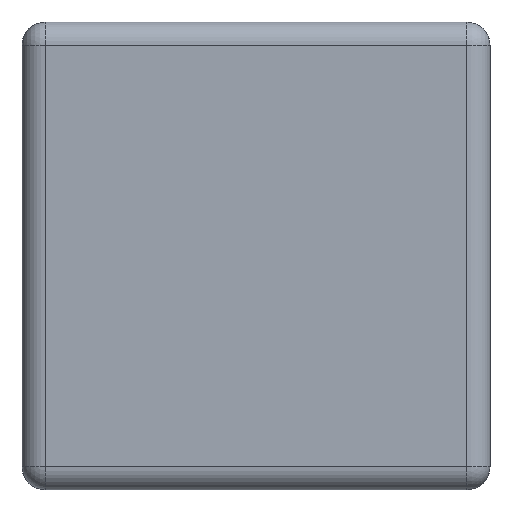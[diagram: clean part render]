
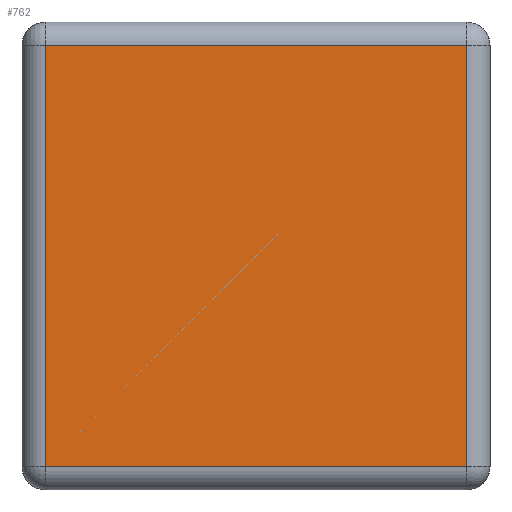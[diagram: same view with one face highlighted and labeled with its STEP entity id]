
A CAD part, left-side view. The second image highlights one B-rep face of the part: STEP entity #762.
In plain terms, the highlighted planar face has unit normal (-1, 0, 0).
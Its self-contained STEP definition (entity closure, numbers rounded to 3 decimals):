
#16 = DIRECTION ( 'NONE',  ( 0., 0., -1. ) ) ;
#25 = DIRECTION ( 'NONE',  ( 1., 0., 0. ) ) ;
#49 = CARTESIAN_POINT ( 'NONE',  ( -1.6, 0.08, -0.72 ) ) ;
#103 = PLANE ( 'NONE',  #672 ) ;
#123 = CARTESIAN_POINT ( 'NONE',  ( -1.6, 1.6, 0.72 ) ) ;
#181 = FACE_OUTER_BOUND ( 'NONE', #1131, .T. ) ;
#206 = LINE ( 'NONE', #601, #326 ) ;
#267 = ORIENTED_EDGE ( 'NONE', *, *, #1261, .T. ) ;
#304 = DIRECTION ( 'NONE',  ( 0., 0., -1. ) ) ;
#326 = VECTOR ( 'NONE', #16, 1000. ) ;
#365 = ORIENTED_EDGE ( 'NONE', *, *, #1169, .T. ) ;
#380 = DIRECTION ( 'NONE',  ( 0., -1., 0. ) ) ;
#388 = ORIENTED_EDGE ( 'NONE', *, *, #423, .T. ) ;
#423 = EDGE_CURVE ( 'NONE', #799, #809, #206, .T. ) ;
#443 = EDGE_CURVE ( 'NONE', #705, #799, #1080, .T. ) ;
#448 = DIRECTION ( 'NONE',  ( 0., 0., 1. ) ) ;
#498 = VERTEX_POINT ( 'NONE', #49 ) ;
#550 = VECTOR ( 'NONE', #380, 1000. ) ;
#573 = ORIENTED_EDGE ( 'NONE', *, *, #443, .T. ) ;
#592 = LINE ( 'NONE', #949, #1248 ) ;
#601 = CARTESIAN_POINT ( 'NONE',  ( -1.6, 1.52, -0.8 ) ) ;
#610 = DIRECTION ( 'NONE',  ( 0., 1., 0. ) ) ;
#671 = CARTESIAN_POINT ( 'NONE',  ( -1.6, 1.6, -0.72 ) ) ;
#672 = AXIS2_PLACEMENT_3D ( 'NONE', #804, #25, #304 ) ;
#705 = VERTEX_POINT ( 'NONE', #1084 ) ;
#762 = ADVANCED_FACE ( 'NONE', ( #181 ), #103, .F. ) ;
#799 = VERTEX_POINT ( 'NONE', #1188 ) ;
#804 = CARTESIAN_POINT ( 'NONE',  ( -1.6, 1.6, -0.8 ) ) ;
#809 = VERTEX_POINT ( 'NONE', #894 ) ;
#815 = VECTOR ( 'NONE', #610, 1000. ) ;
#894 = CARTESIAN_POINT ( 'NONE',  ( -1.6, 1.52, -0.72 ) ) ;
#949 = CARTESIAN_POINT ( 'NONE',  ( -1.6, 0.08, -0.8 ) ) ;
#1080 = LINE ( 'NONE', #123, #815 ) ;
#1084 = CARTESIAN_POINT ( 'NONE',  ( -1.6, 0.08, 0.72 ) ) ;
#1131 = EDGE_LOOP ( 'NONE', ( #388, #267, #365, #573 ) ) ;
#1155 = LINE ( 'NONE', #671, #550 ) ;
#1169 = EDGE_CURVE ( 'NONE', #498, #705, #592, .T. ) ;
#1188 = CARTESIAN_POINT ( 'NONE',  ( -1.6, 1.52, 0.72 ) ) ;
#1248 = VECTOR ( 'NONE', #448, 1000. ) ;
#1261 = EDGE_CURVE ( 'NONE', #809, #498, #1155, .T. ) ;
